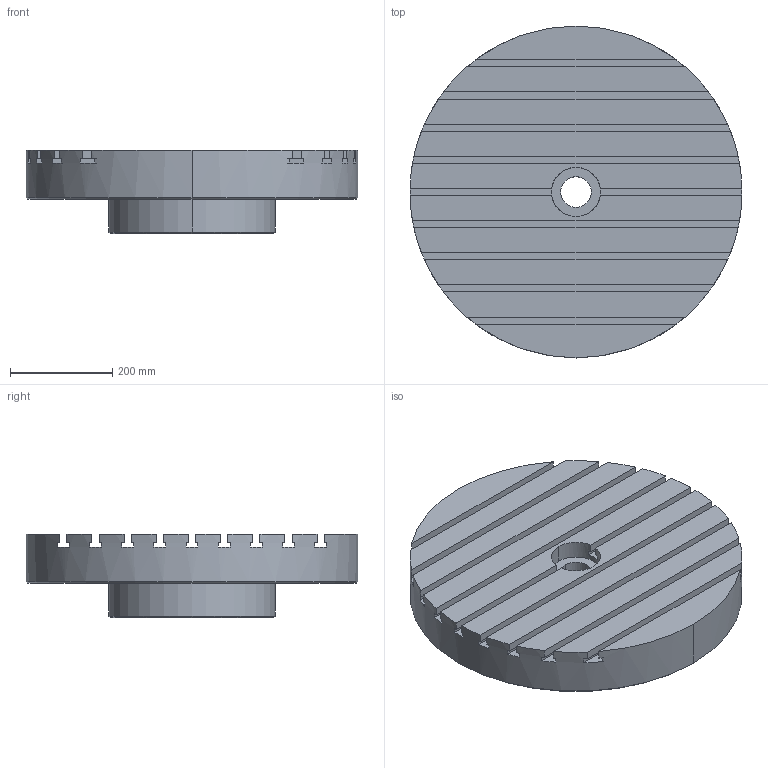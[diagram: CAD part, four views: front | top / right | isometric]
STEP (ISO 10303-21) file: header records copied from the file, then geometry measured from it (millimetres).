
FILE_DESCRIPTION(('FreeCAD Model'),'2;1');
FILE_NAME('Open CASCADE Shape Model','2025-08-14T08:18:07',(''),(''), 'Open CASCADE STEP processor 7.6','FreeCAD','Unknown');
FILE_SCHEMA(('AUTOMOTIVE_DESIGN { 1 0 10303 214 1 1 1 1 }'));
Length unit declared in the file: millimetre
Products named in the file (1): C
Bounding box: 650.2 x 650.2 x 163.1 mm (x, y, z)
Volume: 34746654.6 mm3; surface area: 1275470.7 mm2
Topology: 1 solids, 1 shells, 93 faces, 270 edges, 180 vertices
Faces by surface type: plane 83, cylinder 8, cone 2
Entity records: 6740 total; most frequent: CARTESIAN_POINT 1290, DIRECTION 1062, LINE 614, VECTOR 614, ORIENTED_EDGE 540, PCURVE 540, DEFINITIONAL_REPRESENTATION 540, EDGE_CURVE 270
